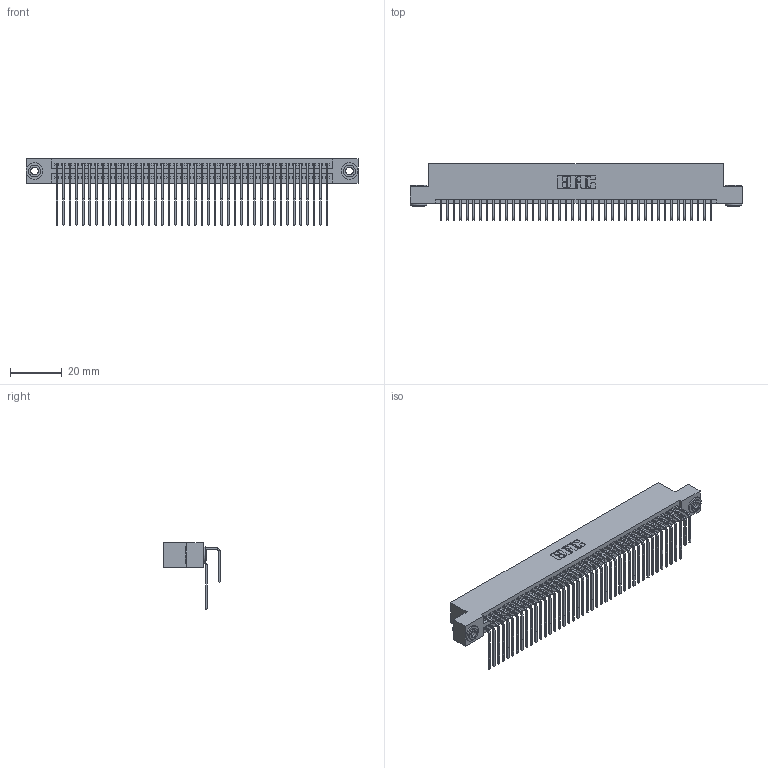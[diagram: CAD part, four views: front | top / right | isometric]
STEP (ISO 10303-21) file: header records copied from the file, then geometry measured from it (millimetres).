
FILE_DESCRIPTION (( 'STEP AP203' ), '1' );
FILE_NAME ('345-084-558-203.STEP', '2019-11-01T05:29:15', ( '' ), ( '' ), 'SwSTEP 2.0', 'SolidWorks 2016', '' );
FILE_SCHEMA (( 'CONFIG_CONTROL_DESIGN' ));
Length unit declared in the file: inch
Products named in the file (5): 345-084-558-203; 345-292-001_558 Tail - 2; 345 Part_Flush Mounting Lugs - 0.156 Dia-TH; 345-250-002_345-250-002-102; 345-292-001_558 559 Tail - 1
Assembly tree (87 placements, depth 2):
  345-084-558-203
    345 Part_Flush Mounting Lugs - 0.156 Dia-TH
    345-292-001_558 559 Tail - 1  x42
    345-292-001_558 Tail - 2  x42
    345-250-002_345-250-002-102  x2
Bounding box: 127.89 x 21.83 x 25.53 mm (x, y, z)
Volume: 12927.2 mm3; surface area: 21592.1 mm2
Topology: 87 solids, 87 shells, 4532 faces, 13437 edges, 8842 vertices
Faces by surface type: plane 3030, cylinder 1494, cone 8
Entity records: 35256 total; most frequent: CARTESIAN_POINT 5930, ORIENTED_EDGE 5806, DIRECTION 5233, EDGE_CURVE 2903, VECTOR 2539, LINE 2539, VERTEX_POINT 1930, AXIS2_PLACEMENT_3D 1347
